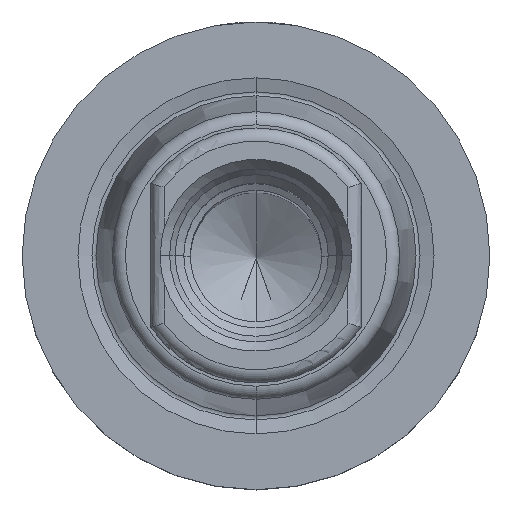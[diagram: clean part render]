
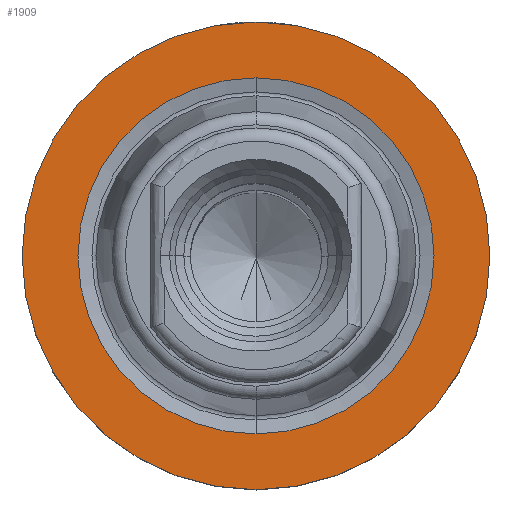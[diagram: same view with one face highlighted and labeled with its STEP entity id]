
A CAD part, top view. The second image highlights one B-rep face of the part: STEP entity #1909.
In plain terms, the highlighted planar face has unit normal (0, 0, 1).
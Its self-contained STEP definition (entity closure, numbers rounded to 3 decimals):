
#511=CARTESIAN_POINT('',(0.,0.,0.));
#512=DIRECTION('',(0.,0.,1.));
#513=DIRECTION('',(0.,-1.,0.));
#514=AXIS2_PLACEMENT_3D('',#511,#512,#513);
#519=CARTESIAN_POINT('',(0.,0.,0.));
#520=DIRECTION('',(0.,0.,-1.));
#521=DIRECTION('',(0.,-1.,0.));
#522=AXIS2_PLACEMENT_3D('',#519,#520,#521);
#527=CARTESIAN_POINT('',(0.,0.,0.));
#528=DIRECTION('',(0.,0.,-1.));
#529=DIRECTION('',(0.,-1.,0.));
#530=AXIS2_PLACEMENT_3D('',#527,#528,#529);
#549=CARTESIAN_POINT('',(0.,0.,0.));
#550=DIRECTION('',(0.,0.,1.));
#551=DIRECTION('',(0.,-1.,0.));
#552=AXIS2_PLACEMENT_3D('',#549,#550,#551);
#1281=CARTESIAN_POINT('',(0.,-6.776,0.));
#1283=VERTEX_POINT('',#1281);
#1291=CARTESIAN_POINT('',(0.,6.776,0.));
#1293=VERTEX_POINT('',#1291);
#1301=CARTESIAN_POINT('',(0.,-8.9,0.));
#1302=CARTESIAN_POINT('',(0.,8.9,0.));
#1303=VERTEX_POINT('',#1301);
#1304=VERTEX_POINT('',#1302);
#1894=CARTESIAN_POINT('',(0.,0.,0.));
#1895=DIRECTION('',(0.,0.,-1.));
#1896=DIRECTION('',(0.,1.,0.));
#1897=AXIS2_PLACEMENT_3D('',#1894,#1895,#1896);
#1898=PLANE('',#1897);
#1899=ORIENTED_EDGE('',*,*,#1818,.F.);
#1900=ORIENTED_EDGE('',*,*,#1885,.T.);
#1901=EDGE_LOOP('',(#1899,#1900));
#1902=FACE_OUTER_BOUND('',#1901,.F.);
#1904=ORIENTED_EDGE('',*,*,#1903,.F.);
#1906=ORIENTED_EDGE('',*,*,#1905,.T.);
#1907=EDGE_LOOP('',(#1904,#1906));
#1908=FACE_BOUND('',#1907,.F.);
#515=CIRCLE('',#514,8.9);
#523=CIRCLE('',#522,8.9);
#531=CIRCLE('',#530,6.776);
#553=CIRCLE('',#552,6.776);
#1818=EDGE_CURVE('',#1303,#1304,#515,.T.);
#1885=EDGE_CURVE('',#1303,#1304,#523,.T.);
#1903=EDGE_CURVE('',#1283,#1293,#531,.T.);
#1905=EDGE_CURVE('',#1283,#1293,#553,.T.);
#1909=ADVANCED_FACE('',(#1902,#1908),#1898,.F.);
